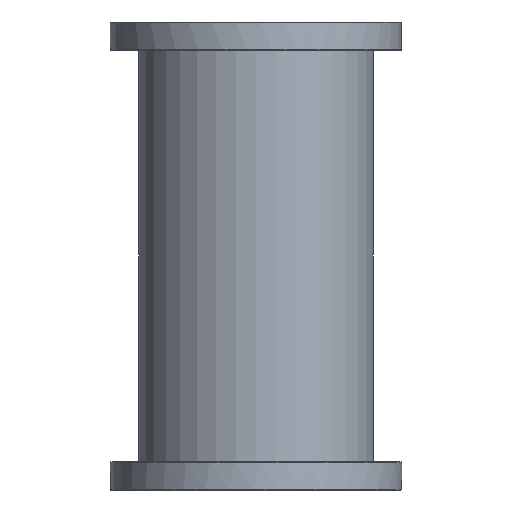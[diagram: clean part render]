
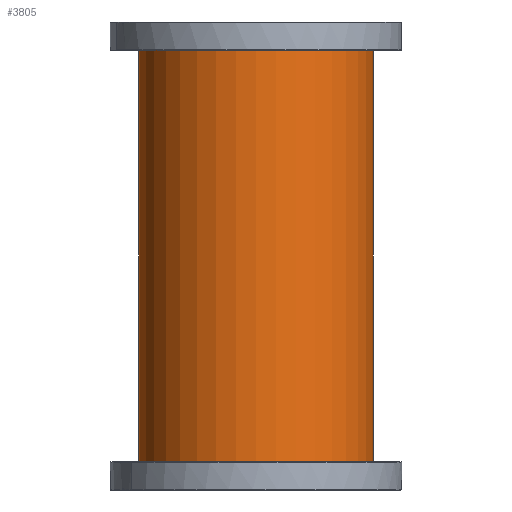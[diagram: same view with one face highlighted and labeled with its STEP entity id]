
A CAD part, front view. The second image highlights one B-rep face of the part: STEP entity #3805.
In plain terms, the highlighted cylindrical face has radius 102 mm (diameter 204 mm), a partial arc.
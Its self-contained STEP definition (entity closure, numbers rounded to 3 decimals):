
#37 = CYLINDRICAL_SURFACE ( 'NONE', #2076, 102. ) ;
#318 = VERTEX_POINT ( 'NONE', #2053 ) ;
#524 = LINE ( 'NONE', #1798, #4410 ) ;
#654 = ORIENTED_EDGE ( 'NONE', *, *, #3202, .F. ) ;
#782 = EDGE_CURVE ( 'NONE', #318, #2191, #818, .T. ) ;
#818 = CIRCLE ( 'NONE', #2893, 102. ) ;
#907 = DIRECTION ( 'NONE',  ( 1., 0., 0. ) ) ;
#925 = DIRECTION ( 'NONE',  ( 0., 0., 1. ) ) ;
#947 = CARTESIAN_POINT ( 'NONE',  ( 0., 0., 0. ) ) ;
#1340 = EDGE_CURVE ( 'NONE', #318, #2470, #524, .T. ) ;
#1404 = DIRECTION ( 'NONE',  ( 0., 0., -1. ) ) ;
#1798 = CARTESIAN_POINT ( 'NONE',  ( -102., 0., 381. ) ) ;
#1894 = ORIENTED_EDGE ( 'NONE', *, *, #782, .F. ) ;
#2047 = FACE_OUTER_BOUND ( 'NONE', #3604, .T. ) ;
#2053 = CARTESIAN_POINT ( 'NONE',  ( -102., 0., 381. ) ) ;
#2076 = AXIS2_PLACEMENT_3D ( 'NONE', #3303, #3183, #3286 ) ;
#2164 = LINE ( 'NONE', #3082, #3908 ) ;
#2191 = VERTEX_POINT ( 'NONE', #3767 ) ;
#2339 = CARTESIAN_POINT ( 'NONE',  ( 102., 0., 0. ) ) ;
#2470 = VERTEX_POINT ( 'NONE', #3158 ) ;
#2531 = ORIENTED_EDGE ( 'NONE', *, *, #4418, .T. ) ;
#2893 = AXIS2_PLACEMENT_3D ( 'NONE', #3757, #3740, #3724 ) ;
#3082 = CARTESIAN_POINT ( 'NONE',  ( 102., 0., 381. ) ) ;
#3158 = CARTESIAN_POINT ( 'NONE',  ( -102., 0., 0. ) ) ;
#3171 = CIRCLE ( 'NONE', #4094, 102. ) ;
#3183 = DIRECTION ( 'NONE',  ( 0., 0., -1. ) ) ;
#3202 = EDGE_CURVE ( 'NONE', #2191, #4038, #2164, .T. ) ;
#3286 = DIRECTION ( 'NONE',  ( -1., 0., 0. ) ) ;
#3303 = CARTESIAN_POINT ( 'NONE',  ( 0., 0., 381. ) ) ;
#3455 = ORIENTED_EDGE ( 'NONE', *, *, #1340, .T. ) ;
#3604 = EDGE_LOOP ( 'NONE', ( #654, #1894, #3455, #2531 ) ) ;
#3724 = DIRECTION ( 'NONE',  ( 1., 0., 0. ) ) ;
#3740 = DIRECTION ( 'NONE',  ( 0., 0., 1. ) ) ;
#3757 = CARTESIAN_POINT ( 'NONE',  ( 0., 0., 381. ) ) ;
#3767 = CARTESIAN_POINT ( 'NONE',  ( 102., 0., 381. ) ) ;
#3805 = ADVANCED_FACE ( 'NONE', ( #2047 ), #37, .T. ) ;
#3908 = VECTOR ( 'NONE', #1404, 1000. ) ;
#4038 = VERTEX_POINT ( 'NONE', #2339 ) ;
#4094 = AXIS2_PLACEMENT_3D ( 'NONE', #947, #925, #907 ) ;
#4334 = DIRECTION ( 'NONE',  ( 0., 0., -1. ) ) ;
#4410 = VECTOR ( 'NONE', #4334, 1000. ) ;
#4418 = EDGE_CURVE ( 'NONE', #2470, #4038, #3171, .T. ) ;
